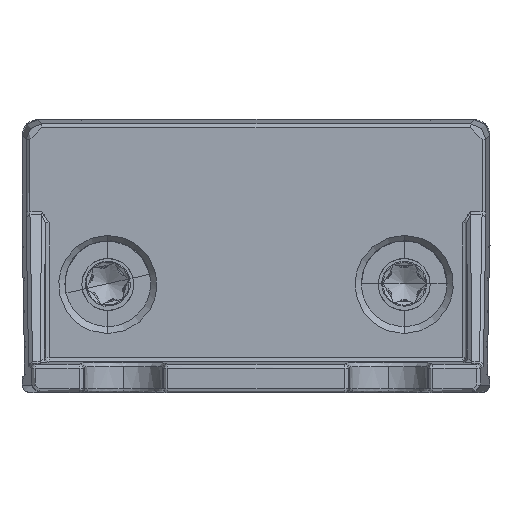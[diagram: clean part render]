
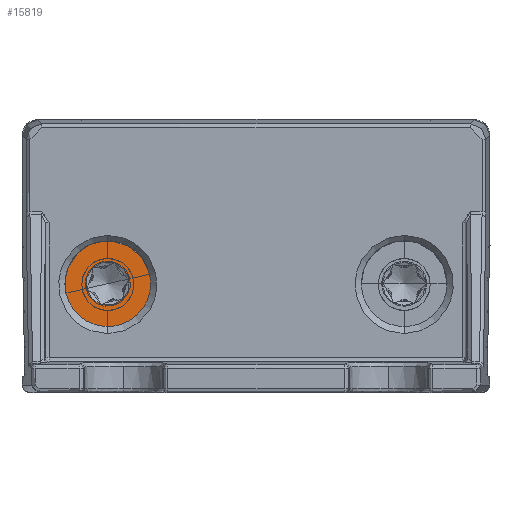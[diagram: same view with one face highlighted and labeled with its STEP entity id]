
A CAD part, front view. The second image highlights one B-rep face of the part: STEP entity #15819.
In plain terms, the highlighted planar face has unit normal (0, -1, 0).
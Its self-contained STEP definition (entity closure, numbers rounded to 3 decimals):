
#15630=AXIS2_PLACEMENT_3D('Circle Axis2P3D',#15628,#15629,$) ;
#15727=AXIS2_PLACEMENT_3D('Plane Axis2P3D',#15724,#15725,#15726) ;
#15625=CARTESIAN_POINT('Vertex',(8.183,19.781,7.605)) ;
#15628=CARTESIAN_POINT('Axis2P3D Location',(5.5,19.781,7.)) ;
#15632=CARTESIAN_POINT('Vertex',(2.817,19.781,6.395)) ;
#15653=CARTESIAN_POINT('Control Point',(2.817,19.781,6.395)) ;
#15654=CARTESIAN_POINT('Control Point',(2.627,19.781,7.238)) ;
#15655=CARTESIAN_POINT('Control Point',(2.768,19.781,8.155)) ;
#15656=CARTESIAN_POINT('Control Point',(3.284,19.781,8.972)) ;
#15657=CARTESIAN_POINT('Control Point',(4.82,19.781,10.014)) ;
#15658=CARTESIAN_POINT('Control Point',(6.655,19.781,9.732)) ;
#15659=CARTESIAN_POINT('Control Point',(7.472,19.781,9.216)) ;
#15660=CARTESIAN_POINT('Control Point',(7.993,19.781,8.448)) ;
#15661=CARTESIAN_POINT('Control Point',(8.183,19.781,7.605)) ;
#15724=CARTESIAN_POINT('Axis2P3D Location',(6.841,19.781,7.303)) ;
#15734=CARTESIAN_POINT('Control Point',(6.45,19.781,5.971)) ;
#15735=CARTESIAN_POINT('Control Point',(6.322,19.781,5.853)) ;
#15736=CARTESIAN_POINT('Control Point',(6.176,19.781,5.755)) ;
#15737=CARTESIAN_POINT('Control Point',(6.015,19.781,5.681)) ;
#15738=CARTESIAN_POINT('Control Point',(5.73,19.781,5.599)) ;
#15739=CARTESIAN_POINT('Control Point',(5.435,19.781,5.594)) ;
#15740=CARTESIAN_POINT('Control Point',(5.316,19.781,5.604)) ;
#15741=CARTESIAN_POINT('Control Point',(5.198,19.781,5.628)) ;
#15742=CARTESIAN_POINT('Control Point',(5.084,19.781,5.663)) ;
#15743=CARTESIAN_POINT('Vertex',(6.45,19.781,5.971)) ;
#15745=CARTESIAN_POINT('Vertex',(5.084,19.781,5.663)) ;
#15749=CARTESIAN_POINT('Control Point',(5.084,19.781,5.663)) ;
#15750=CARTESIAN_POINT('Control Point',(4.918,19.781,5.715)) ;
#15751=CARTESIAN_POINT('Control Point',(4.76,19.781,5.792)) ;
#15752=CARTESIAN_POINT('Control Point',(4.615,19.781,5.894)) ;
#15753=CARTESIAN_POINT('Control Point',(4.402,19.781,6.1)) ;
#15754=CARTESIAN_POINT('Control Point',(4.25,19.781,6.353)) ;
#15755=CARTESIAN_POINT('Control Point',(4.199,19.781,6.462)) ;
#15756=CARTESIAN_POINT('Control Point',(4.161,19.781,6.576)) ;
#15757=CARTESIAN_POINT('Control Point',(4.134,19.781,6.692)) ;
#15758=CARTESIAN_POINT('Vertex',(4.134,19.781,6.692)) ;
#15762=CARTESIAN_POINT('Control Point',(4.134,19.781,6.692)) ;
#15763=CARTESIAN_POINT('Control Point',(4.096,19.781,6.862)) ;
#15764=CARTESIAN_POINT('Control Point',(4.084,19.781,7.037)) ;
#15765=CARTESIAN_POINT('Control Point',(4.1,19.781,7.213)) ;
#15766=CARTESIAN_POINT('Control Point',(4.172,19.781,7.501)) ;
#15767=CARTESIAN_POINT('Control Point',(4.315,19.781,7.759)) ;
#15768=CARTESIAN_POINT('Control Point',(4.384,19.781,7.858)) ;
#15769=CARTESIAN_POINT('Control Point',(4.463,19.781,7.948)) ;
#15770=CARTESIAN_POINT('Control Point',(4.55,19.781,8.029)) ;
#15771=CARTESIAN_POINT('Vertex',(4.55,19.781,8.029)) ;
#15775=CARTESIAN_POINT('Control Point',(4.55,19.781,8.029)) ;
#15776=CARTESIAN_POINT('Control Point',(4.678,19.781,8.147)) ;
#15777=CARTESIAN_POINT('Control Point',(4.824,19.781,8.245)) ;
#15778=CARTESIAN_POINT('Control Point',(4.985,19.781,8.319)) ;
#15779=CARTESIAN_POINT('Control Point',(5.27,19.781,8.401)) ;
#15780=CARTESIAN_POINT('Control Point',(5.565,19.781,8.406)) ;
#15781=CARTESIAN_POINT('Control Point',(5.684,19.781,8.396)) ;
#15782=CARTESIAN_POINT('Control Point',(5.802,19.781,8.372)) ;
#15783=CARTESIAN_POINT('Control Point',(5.916,19.781,8.337)) ;
#15784=CARTESIAN_POINT('Vertex',(5.916,19.781,8.337)) ;
#15788=CARTESIAN_POINT('Control Point',(5.916,19.781,8.337)) ;
#15789=CARTESIAN_POINT('Control Point',(6.082,19.781,8.285)) ;
#15790=CARTESIAN_POINT('Control Point',(6.24,19.781,8.208)) ;
#15791=CARTESIAN_POINT('Control Point',(6.385,19.781,8.106)) ;
#15792=CARTESIAN_POINT('Control Point',(6.598,19.781,7.9)) ;
#15793=CARTESIAN_POINT('Control Point',(6.75,19.781,7.647)) ;
#15794=CARTESIAN_POINT('Control Point',(6.801,19.781,7.538)) ;
#15795=CARTESIAN_POINT('Control Point',(6.839,19.781,7.424)) ;
#15796=CARTESIAN_POINT('Control Point',(6.866,19.781,7.308)) ;
#15797=CARTESIAN_POINT('Vertex',(6.866,19.781,7.308)) ;
#15801=CARTESIAN_POINT('Control Point',(6.866,19.781,7.308)) ;
#15802=CARTESIAN_POINT('Control Point',(6.904,19.781,7.138)) ;
#15803=CARTESIAN_POINT('Control Point',(6.916,19.781,6.963)) ;
#15804=CARTESIAN_POINT('Control Point',(6.9,19.781,6.787)) ;
#15805=CARTESIAN_POINT('Control Point',(6.828,19.781,6.499)) ;
#15806=CARTESIAN_POINT('Control Point',(6.685,19.781,6.241)) ;
#15807=CARTESIAN_POINT('Control Point',(6.616,19.781,6.142)) ;
#15808=CARTESIAN_POINT('Control Point',(6.537,19.781,6.052)) ;
#15809=CARTESIAN_POINT('Control Point',(6.45,19.781,5.971)) ;
#15629=DIRECTION('Axis2P3D Direction',(0.,1.,0.)) ;
#15725=DIRECTION('Axis2P3D Direction',(0.,-1.,0.)) ;
#15726=DIRECTION('Axis2P3D XDirection',(0.22,0.,-0.975)) ;
#15730=ORIENTED_EDGE('',*,*,#15634,.F.) ;
#15731=ORIENTED_EDGE('',*,*,#15662,.F.) ;
#15812=ORIENTED_EDGE('',*,*,#15747,.T.) ;
#15813=ORIENTED_EDGE('',*,*,#15760,.T.) ;
#15814=ORIENTED_EDGE('',*,*,#15773,.T.) ;
#15815=ORIENTED_EDGE('',*,*,#15786,.T.) ;
#15816=ORIENTED_EDGE('',*,*,#15799,.T.) ;
#15817=ORIENTED_EDGE('',*,*,#15810,.T.) ;
#15818=FACE_BOUND('',#15811,.T.) ;
#15819=ADVANCED_FACE('Hauptkoerper',(#15732,#15818),#15728,.T.) ;
#15652=B_SPLINE_CURVE_WITH_KNOTS('',5,(#15653,#15654,#15655,#15656,#15657,#15658,#15659,#15660,#15661),.UNSPECIFIED.,.F.,.U.,(6,3,6),(-4.32,0.,4.32),.UNSPECIFIED.) ;
#15733=B_SPLINE_CURVE_WITH_KNOTS('',5,(#15734,#15735,#15736,#15737,#15738,#15739,#15740,#15741,#15742),.UNSPECIFIED.,.F.,.U.,(6,3,6),(0.,1.23,2.073),.UNSPECIFIED.) ;
#15748=B_SPLINE_CURVE_WITH_KNOTS('',5,(#15749,#15750,#15751,#15752,#15753,#15754,#15755,#15756,#15757),.UNSPECIFIED.,.F.,.U.,(6,3,6),(0.,1.23,2.073),.UNSPECIFIED.) ;
#15761=B_SPLINE_CURVE_WITH_KNOTS('',5,(#15762,#15763,#15764,#15765,#15766,#15767,#15768,#15769,#15770),.UNSPECIFIED.,.F.,.U.,(6,3,6),(0.,1.23,2.073),.UNSPECIFIED.) ;
#15774=B_SPLINE_CURVE_WITH_KNOTS('',5,(#15775,#15776,#15777,#15778,#15779,#15780,#15781,#15782,#15783),.UNSPECIFIED.,.F.,.U.,(6,3,6),(0.,1.23,2.073),.UNSPECIFIED.) ;
#15787=B_SPLINE_CURVE_WITH_KNOTS('',5,(#15788,#15789,#15790,#15791,#15792,#15793,#15794,#15795,#15796),.UNSPECIFIED.,.F.,.U.,(6,3,6),(0.,1.23,2.073),.UNSPECIFIED.) ;
#15800=B_SPLINE_CURVE_WITH_KNOTS('',5,(#15801,#15802,#15803,#15804,#15805,#15806,#15807,#15808,#15809),.UNSPECIFIED.,.F.,.U.,(6,3,6),(0.,1.23,2.073),.UNSPECIFIED.) ;
#15631=CIRCLE('generated circle',#15630,2.75) ;
#15634=EDGE_CURVE('',#15626,#15633,#15631,.T.) ;
#15662=EDGE_CURVE('',#15633,#15626,#15652,.T.) ;
#15747=EDGE_CURVE('',#15744,#15746,#15733,.T.) ;
#15760=EDGE_CURVE('',#15746,#15759,#15748,.T.) ;
#15773=EDGE_CURVE('',#15759,#15772,#15761,.T.) ;
#15786=EDGE_CURVE('',#15772,#15785,#15774,.T.) ;
#15799=EDGE_CURVE('',#15785,#15798,#15787,.T.) ;
#15810=EDGE_CURVE('',#15798,#15744,#15800,.T.) ;
#15729=EDGE_LOOP('',(#15730,#15731)) ;
#15811=EDGE_LOOP('',(#15812,#15813,#15814,#15815,#15816,#15817)) ;
#15732=FACE_OUTER_BOUND('',#15729,.T.) ;
#15728=PLANE('',#15727) ;
#15626=VERTEX_POINT('',#15625) ;
#15633=VERTEX_POINT('',#15632) ;
#15744=VERTEX_POINT('',#15743) ;
#15746=VERTEX_POINT('',#15745) ;
#15759=VERTEX_POINT('',#15758) ;
#15772=VERTEX_POINT('',#15771) ;
#15785=VERTEX_POINT('',#15784) ;
#15798=VERTEX_POINT('',#15797) ;
